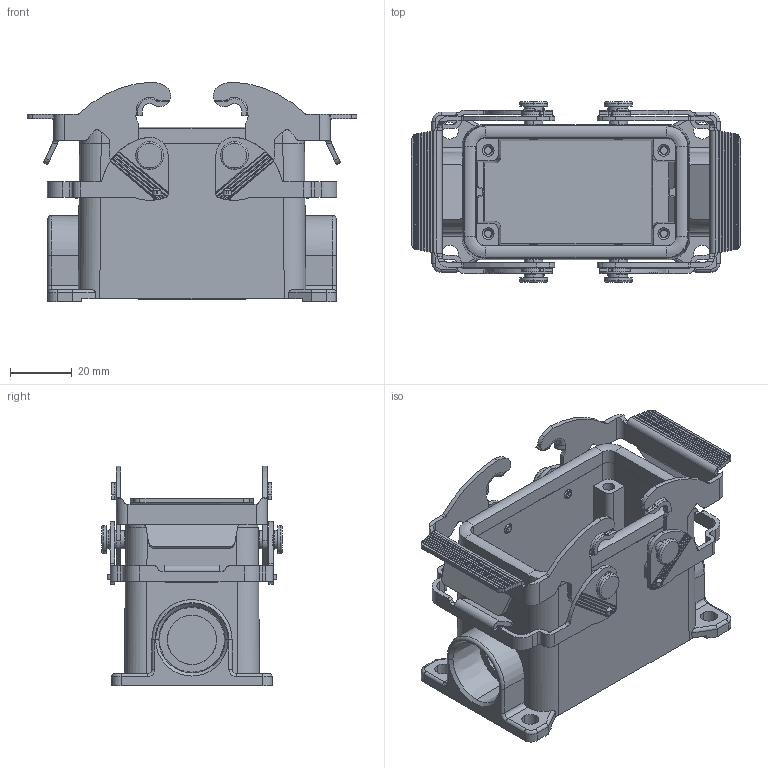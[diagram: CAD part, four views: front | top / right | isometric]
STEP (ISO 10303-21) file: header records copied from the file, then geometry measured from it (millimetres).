
FILE_DESCRIPTION(('Creo Elements/Direct Modeling STEP Export'),'2;1');
FILE_NAME('37jbk2e5kpnitje3044','2022-09-19T15:11:44',(''),(''),'Creo Elements/Direct Modeling STEP processor for AP214 (Solid Model)','Creo Elements/Direct Modeling 20.1B 02-Apr-2019 (C) Parametric Technology GmbH','');
FILE_SCHEMA(('AUTOMOTIVE_DESIGN { 1 0 10303 214 1 1 1 1 }'));
Length unit declared in the file: millimetre
Products named in the file (2): MVPR 10.20
Assembly tree (1 placements, depth 2):
  MVPR 10.20
    MVPR 10.20
Bounding box: 106.83 x 58.5 x 71.4 mm (x, y, z)
Volume: 83894.3 mm3; surface area: 53109.1 mm2
Topology: 1 solids, 3 shells, 1075 faces, 2989 edges, 1942 vertices
Faces by surface type: plane 574, cylinder 376, torus 70, cone 40, bspline 15
Entity records: 47940 total; most frequent: CARTESIAN_POINT 12309, ORIENTED_EDGE 5962, DIRECTION 5412, EDGE_CURVE 2981, VERTEX_POINT 1942, AXIS2_PLACEMENT_3D 1884, VECTOR 1644, LINE 1644
